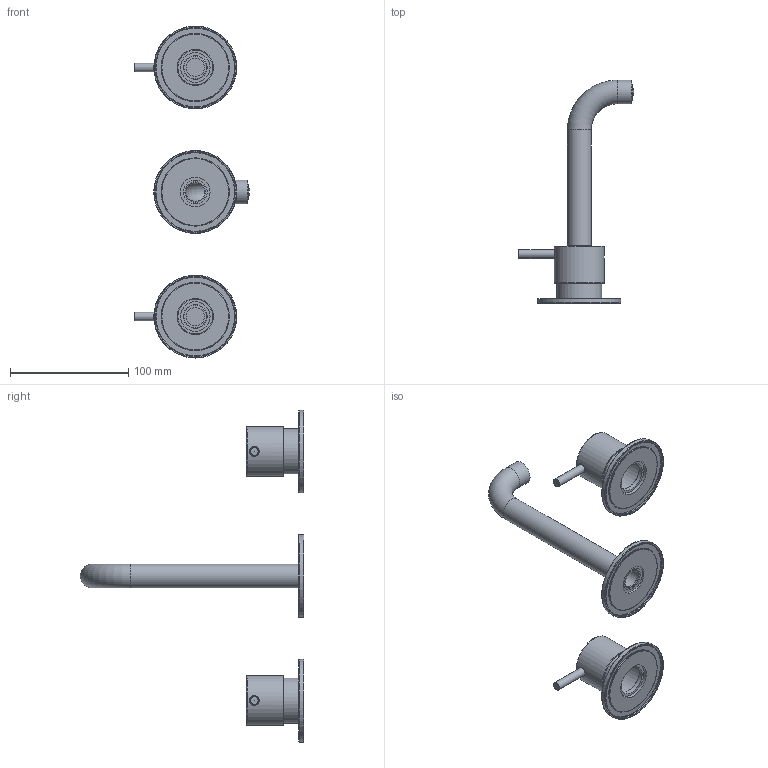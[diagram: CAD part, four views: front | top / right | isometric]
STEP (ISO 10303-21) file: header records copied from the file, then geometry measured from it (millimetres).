
FILE_DESCRIPTION(/* description */ ('Unknown'),/* implementation_level */ '2;1');
FILE_NAME(/* name */ 'CB005T-00rel1',/* time_stamp */ '2017-12-14T16:53:45+01:00',/* author */ ('Unknown'),/* organization */ ('Unknown'),/* preprocessor_version */ 'ST-DEVELOPER v16.7',/* originating_system */ 'DEX',/* authorisation */ $);
FILE_SCHEMA (('AUTOMOTIVE_DESIGN {1 0 10303 214 3 1 1}'));
Length unit declared in the file: millimetre
Products named in the file (12): CB005T-00rel1; CB095-001_oa_0; CB095-01; CB005-17; CB005-16; CB005T-003_oa_1; CB005-03; CB005-08; CB005T-002_oa_2; CB005-05; CB003-002_oa_3; CB003-002-1
Assembly tree (15 placements, depth 3):
  CB005T-00rel1
    CB095-001_oa_0
      CB095-01
    CB005-17
    CB005-16  x2
    CB005T-003_oa_1
      CB005-03
      CB005-08
    CB005T-002_oa_2
      CB005-03
      CB005-08
    CB005-05  x2
    CB003-002_oa_3
      CB003-002-1
Bounding box: 97.53 x 188.5 x 280.2 mm (x, y, z)
Volume: 91608.8 mm3; surface area: 87427.1 mm2
Topology: 11 solids, 11 shells, 220 faces, 498 edges, 319 vertices
Faces by surface type: plane 85, cylinder 65, torus 40, cone 24, sphere 4, bspline 2
Full cylindrical faces by diameter (mm): 3.242 x2, 3.3 x1, 4.134 x2, 5 x4, 7 x2, 7.5 x2, 12.196 x1, 13.464 x1, 14.577 x1, 15.033 x1, 15.218 x1, 15.229 x1, 15.3 x2, 16 x3, 16.1 x1, 16.3 x1, 16.5 x2, 16.75 x1, 19 x2, 20 x2, 24.917 x2, 25 x1, 30 x2, 30.5 x2, 34.005 x2, 35 x4, 38 x2, 39 x2, 42 x2, 57 x3
Entity records: 5095 total; most frequent: CARTESIAN_POINT 799, DIRECTION 748, ORIENTED_EDGE 510, AXIS2_PLACEMENT_3D 337, EDGE_LOOP 273, FACE_BOUND 273, EDGE_CURVE 255, VERTEX_POINT 206
